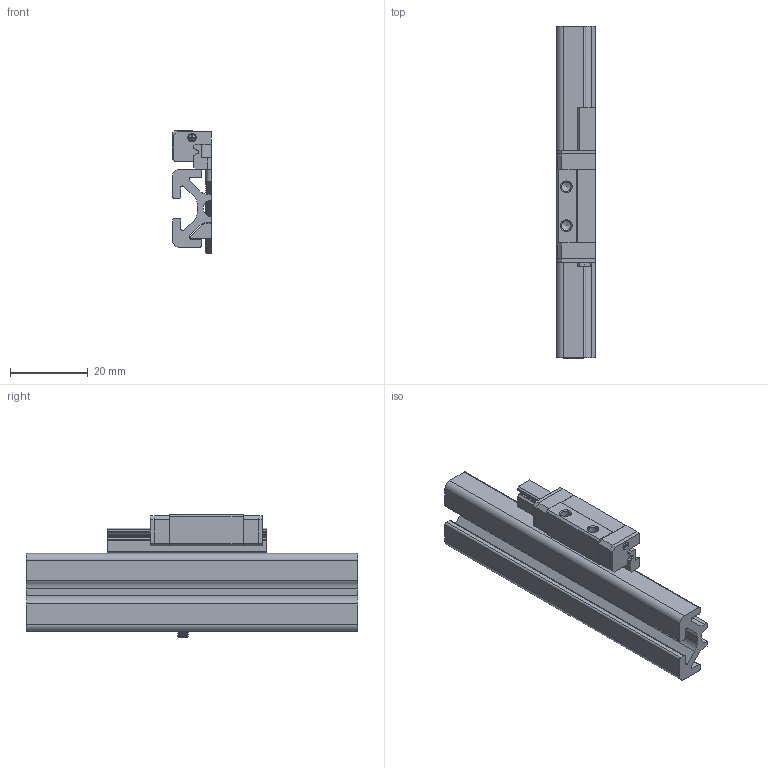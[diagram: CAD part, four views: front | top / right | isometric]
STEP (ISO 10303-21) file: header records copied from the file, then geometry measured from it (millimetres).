
FILE_DESCRIPTION(/* description */ (''),/* implementation_level */ '2;1');
FILE_NAME(/* name */ 'Greasing Concept.step',/* time_stamp */ '2023-12-22T22:16:04-08:00',/* author */ (''),/* organization */ (''),/* preprocessor_version */ 'ST-DEVELOPER v20',/* originating_system */ 'Autodesk Translation Framework v12.14.0.127',/* authorisation */ '');
FILE_SCHEMA (('AUTOMOTIVE_DESIGN { 1 0 10303 214 3 1 1 }'));
Products named in the file (16): Greasing Concept; 5537T502_T-Slotted Framing; MGNR9R29CM-HiwinCorporation-3D-04-25-2023 v1; MGN9CZFC-HiwinCorporation-3D-04-25-2023 v1; MGN9CZFC-HiwinCorporation-3D-04-25-2023; PRODUCT_NAME_1; PRODUCT_NAME_2; PRODUCT_NAME_3; PRODUCT_NAME_4; PRODUCT_NAME_5; PRODUCT_NAME_7; PRODUCT_NAME_8; Fiber Gasket; 91290A125_Alloy Steel Socket Head Screw; T-Slot Nut; 90592A085_Steel Hex Nut
Assembly tree (15 placements, depth 4):
  Greasing Concept
    5537T502_T-Slotted Framing
    MGNR9R29CM-HiwinCorporation-3D-04-25-2023 v1
    MGN9CZFC-HiwinCorporation-3D-04-25-2023 v1
      MGN9CZFC-HiwinCorporation-3D-04-25-2023
        PRODUCT_NAME_1
        PRODUCT_NAME_2
        PRODUCT_NAME_3
        PRODUCT_NAME_4
        PRODUCT_NAME_5
        PRODUCT_NAME_7
        PRODUCT_NAME_8
    Fiber Gasket
    91290A125_Alloy Steel Socket Head Screw
    T-Slot Nut
      90592A085_Steel Hex Nut
Bounding box: 10 x 85.4 x 31.6 mm (x, y, z)
Volume: 11365.6 mm3; surface area: 11195.1 mm2
Topology: 13 solids, 13 shells, 469 faces, 1298 edges, 861 vertices
Faces by surface type: plane 183, cylinder 169, bspline 86, cone 26, torus 3, sphere 2
Full cylindrical faces by diameter (mm): 2.1 x2, 2.459 x4
Entity records: 84205 total; most frequent: CARTESIAN_POINT 72669, ORIENTED_EDGE 2592, DIRECTION 1986, EDGE_CURVE 1296, VERTEX_POINT 861, LINE 694, VECTOR 694, AXIS2_PLACEMENT_3D 646
